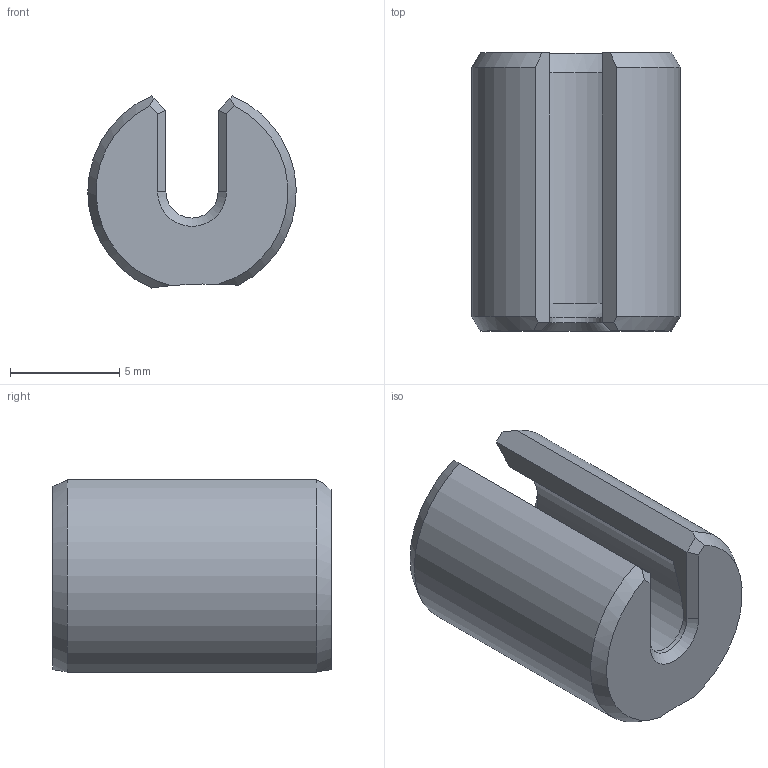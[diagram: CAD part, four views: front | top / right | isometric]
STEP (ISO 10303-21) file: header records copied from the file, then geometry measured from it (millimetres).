
FILE_DESCRIPTION (( 'STEP AP214' ), '1' );
FILE_NAME ('CS0004.STEP', '2012-08-01T18:32:51', ( '' ), ( '' ), 'SwSTEP 2.0', 'SolidWorks 2012', '' );
FILE_SCHEMA (( 'AUTOMOTIVE_DESIGN' ));
Length unit declared in the file: inch
Products named in the file (1): CS0004
Bounding box: 9.52 x 12.7 x 8.77 mm (x, y, z)
Volume: 470.8 mm3; surface area: 660.8 mm2
Topology: 1 solids, 1 shells, 22 faces, 56 edges, 36 vertices
Faces by surface type: plane 10, cone 7, cylinder 5
Entity records: 728 total; most frequent: CARTESIAN_POINT 169, ORIENTED_EDGE 112, DIRECTION 104, EDGE_CURVE 56, AXIS2_PLACEMENT_3D 39, VERTEX_POINT 36, VECTOR 26, LINE 26
